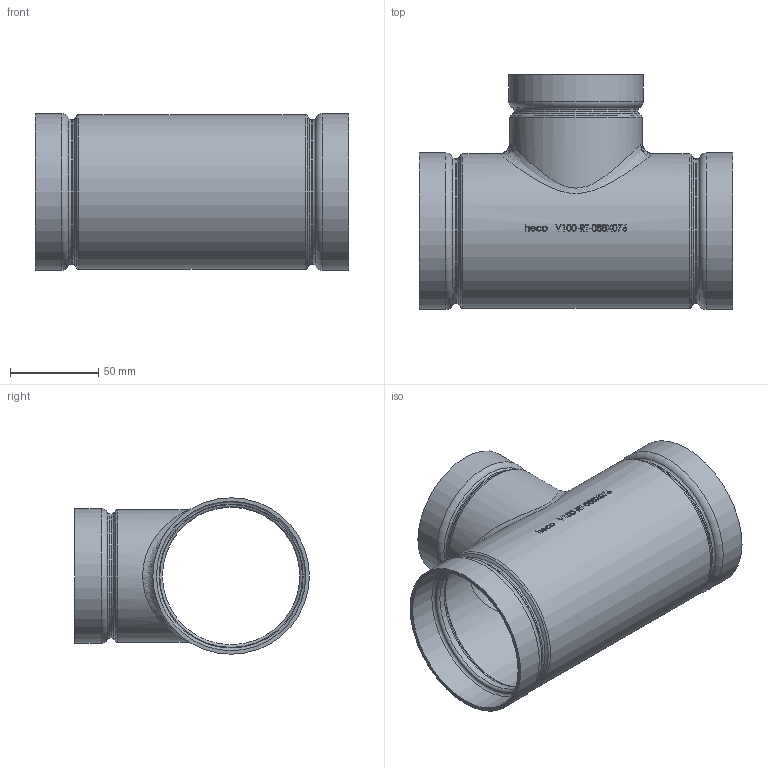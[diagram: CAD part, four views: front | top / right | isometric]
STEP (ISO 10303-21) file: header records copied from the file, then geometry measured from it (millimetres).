
FILE_DESCRIPTION (( 'STEP AP214' ), '1' );
FILE_NAME ('V100-RT-088X076-x Typ E493 DN80x65 300x212 Ø88,9x76,1 1812.STEP', '2018-12-19T12:44:27', ( '' ), ( '' ), 'SwSTEP 2.0', 'SolidWorks 2016', '' );
FILE_SCHEMA (( 'AUTOMOTIVE_DESIGN' ));
Length unit declared in the file: inch
Products named in the file (1): V100-RT-088X076-x Typ E493 DN80x65 300x212 Ø88,9x76,1 1812
Bounding box: 177.8 x 133.35 x 88.9 mm (x, y, z)
Volume: 117320.2 mm3; surface area: 116681.7 mm2
Topology: 1 solids, 1 shells, 277 faces, 696 edges, 455 vertices
Faces by surface type: bspline 146, plane 54, cylinder 47, torus 24, cone 6
Full cylindrical faces by diameter (mm): 66.294 x1, 70.358 x1, 71.018 x1, 72.136 x1, 75.082 x1, 76.2 x1, 78.054 x2, 82.118 x2, 83.718 x1, 84.836 x2, 87.782 x1, 88.9 x2
Entity records: 32680 total; most frequent: CARTESIAN_POINT 24783, ORIENTED_EDGE 1266, EDGE_CURVE 633, DIRECTION 533, B_SPLINE_CURVE_WITH_KNOTS 452, VERTEX_POINT 440, EDGE_LOOP 363, FACE_OUTER_BOUND 319
